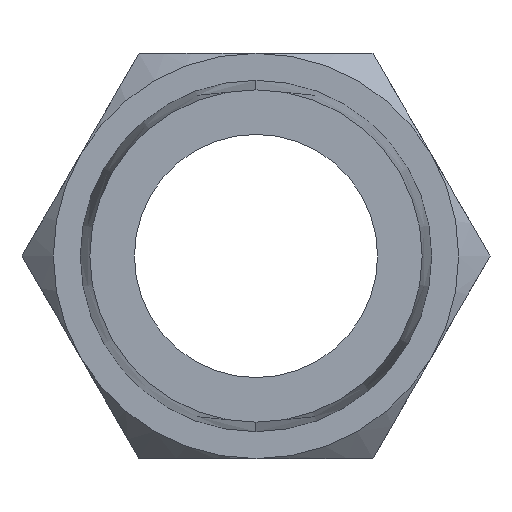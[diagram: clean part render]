
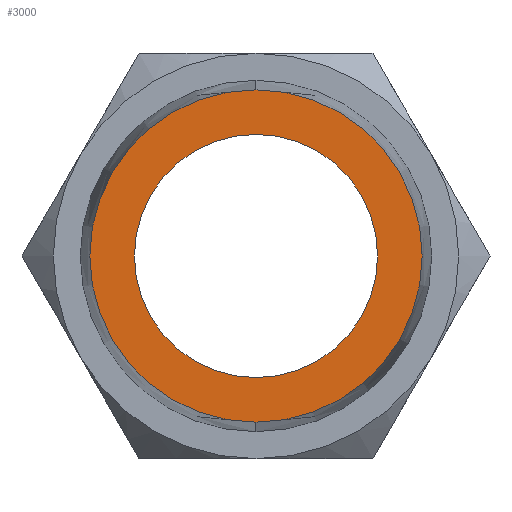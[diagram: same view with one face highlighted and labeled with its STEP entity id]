
A CAD part, left-side view. The second image highlights one B-rep face of the part: STEP entity #3000.
In plain terms, the highlighted planar face has unit normal (-1, 0, 0).
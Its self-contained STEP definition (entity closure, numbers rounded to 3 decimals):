
#9 = VERTEX_POINT ( 'NONE', #4640 ) ;
#95 = DIRECTION ( 'NONE',  ( 1., 0., 0. ) ) ;
#460 = AXIS2_PLACEMENT_3D ( 'NONE', #3066, #3426, #3871 ) ;
#780 = CIRCLE ( 'NONE', #4074, 4.5 ) ;
#858 = AXIS2_PLACEMENT_3D ( 'NONE', #3315, #2108, #4450 ) ;
#950 = DIRECTION ( 'NONE',  ( 0., 0., -1. ) ) ;
#958 = VERTEX_POINT ( 'NONE', #1304 ) ;
#982 = PLANE ( 'NONE',  #858 ) ;
#1021 = EDGE_CURVE ( 'NONE', #958, #9, #4219, .T. ) ;
#1277 = DIRECTION ( 'NONE',  ( 1., 0., 0. ) ) ;
#1304 = CARTESIAN_POINT ( 'NONE',  ( 0., 0., -6.15 ) ) ;
#1308 = VERTEX_POINT ( 'NONE', #4388 ) ;
#1395 = VERTEX_POINT ( 'NONE', #3223 ) ;
#1672 = DIRECTION ( 'NONE',  ( 0., 0., -1. ) ) ;
#2091 = CARTESIAN_POINT ( 'NONE',  ( 0., 0., 0. ) ) ;
#2108 = DIRECTION ( 'NONE',  ( 1., 0., 0. ) ) ;
#2138 = FACE_OUTER_BOUND ( 'NONE', #4226, .T. ) ;
#2186 = FACE_BOUND ( 'NONE', #4117, .T. ) ;
#2551 = EDGE_CURVE ( 'NONE', #1308, #1395, #4625, .T. ) ;
#3000 = ADVANCED_FACE ( 'NONE', ( #2186, #2138 ), #982, .F. ) ;
#3058 = ORIENTED_EDGE ( 'NONE', *, *, #4266, .T. ) ;
#3066 = CARTESIAN_POINT ( 'NONE',  ( 0., 0., 0. ) ) ;
#3173 = AXIS2_PLACEMENT_3D ( 'NONE', #2091, #95, #1672 ) ;
#3211 = DIRECTION ( 'NONE',  ( -1., 0., 0. ) ) ;
#3223 = CARTESIAN_POINT ( 'NONE',  ( 0., 0., -4.5 ) ) ;
#3315 = CARTESIAN_POINT ( 'NONE',  ( 0., 0., 0. ) ) ;
#3346 = CIRCLE ( 'NONE', #460, 6.15 ) ;
#3426 = DIRECTION ( 'NONE',  ( -1., 0., 0. ) ) ;
#3828 = EDGE_CURVE ( 'NONE', #9, #958, #3346, .T. ) ;
#3871 = DIRECTION ( 'NONE',  ( 0., 0., 1. ) ) ;
#3873 = ORIENTED_EDGE ( 'NONE', *, *, #2551, .T. ) ;
#3893 = DIRECTION ( 'NONE',  ( 0., 0., 1. ) ) ;
#3943 = CARTESIAN_POINT ( 'NONE',  ( 0., 0., 0. ) ) ;
#4074 = AXIS2_PLACEMENT_3D ( 'NONE', #4394, #1277, #950 ) ;
#4117 = EDGE_LOOP ( 'NONE', ( #3873, #3058 ) ) ;
#4219 = CIRCLE ( 'NONE', #4943, 6.15 ) ;
#4226 = EDGE_LOOP ( 'NONE', ( #4734, #4234 ) ) ;
#4234 = ORIENTED_EDGE ( 'NONE', *, *, #3828, .T. ) ;
#4266 = EDGE_CURVE ( 'NONE', #1395, #1308, #780, .T. ) ;
#4388 = CARTESIAN_POINT ( 'NONE',  ( 0., 0., 4.5 ) ) ;
#4394 = CARTESIAN_POINT ( 'NONE',  ( 0., 0., 0. ) ) ;
#4450 = DIRECTION ( 'NONE',  ( 0., 0., -1. ) ) ;
#4625 = CIRCLE ( 'NONE', #3173, 4.5 ) ;
#4640 = CARTESIAN_POINT ( 'NONE',  ( 0., 0., 6.15 ) ) ;
#4734 = ORIENTED_EDGE ( 'NONE', *, *, #1021, .T. ) ;
#4943 = AXIS2_PLACEMENT_3D ( 'NONE', #3943, #3211, #3893 ) ;
